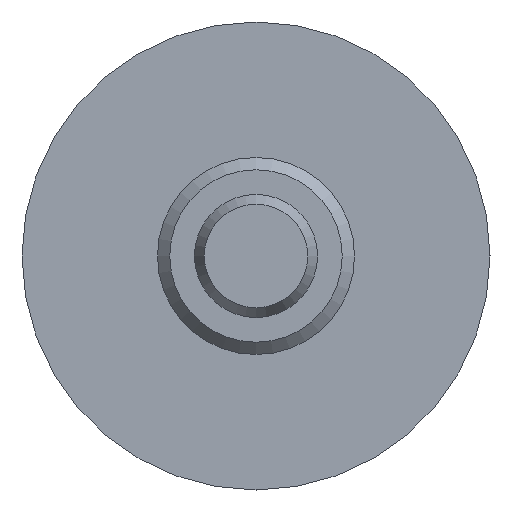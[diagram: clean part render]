
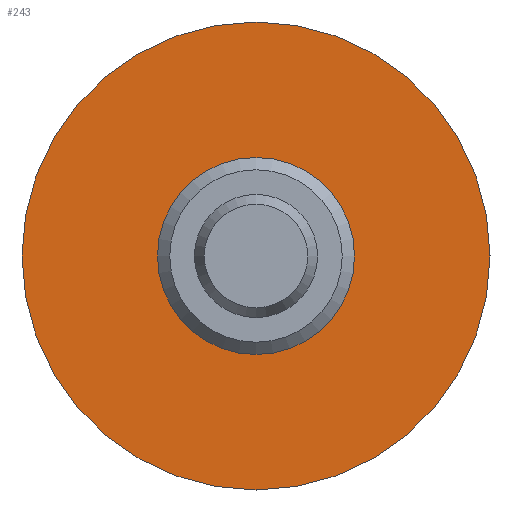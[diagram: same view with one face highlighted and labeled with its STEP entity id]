
A CAD part, left-side view. The second image highlights one B-rep face of the part: STEP entity #243.
In plain terms, the highlighted planar face has unit normal (-1, 0, 0).
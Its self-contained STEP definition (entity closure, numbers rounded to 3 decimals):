
#46=PLANE('',#280);
#85=FACE_OUTER_BOUND('',#116,.T.);
#116=EDGE_LOOP('',(#211));
#144=CIRCLE('',#281,9.5);
#163=VERTEX_POINT('',#435);
#182=EDGE_CURVE('',#163,#163,#144,.T.);
#211=ORIENTED_EDGE('',*,*,#182,.F.);
#243=ADVANCED_FACE('',(#85),#46,.T.);
#280=AXIS2_PLACEMENT_3D('',#434,#351,#352);
#281=AXIS2_PLACEMENT_3D('',#436,#353,#354);
#351=DIRECTION('center_axis',(-1.,0.,0.));
#352=DIRECTION('ref_axis',(0.,0.,1.));
#353=DIRECTION('center_axis',(1.,0.,0.));
#354=DIRECTION('ref_axis',(0.,1.,0.));
#434=CARTESIAN_POINT('Origin',(4.491,4.811,0.));
#435=CARTESIAN_POINT('',(4.491,9.561,0.));
#436=CARTESIAN_POINT('Origin',(4.491,0.061,0.));
